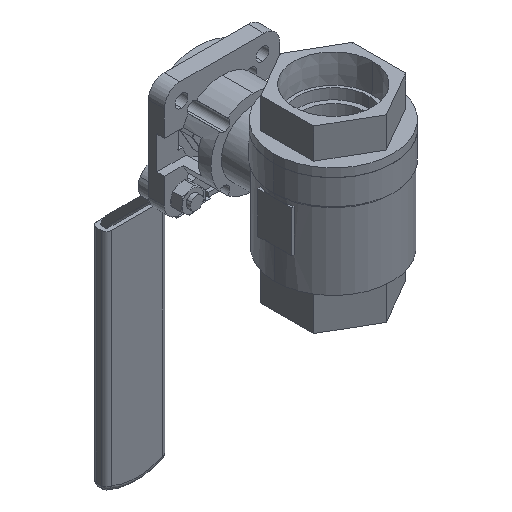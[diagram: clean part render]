
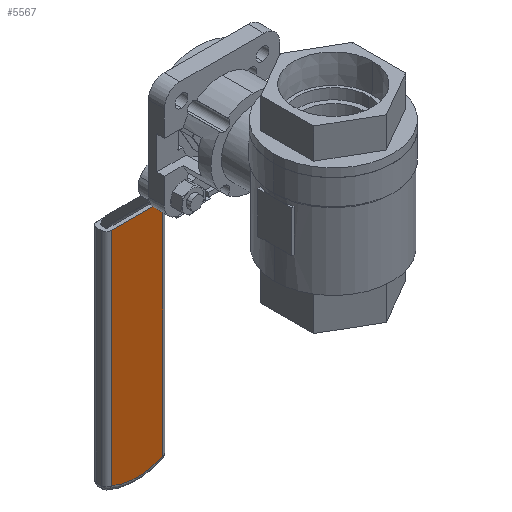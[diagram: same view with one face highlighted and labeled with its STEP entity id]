
A CAD part, isometric view. The second image highlights one B-rep face of the part: STEP entity #5567.
In plain terms, the highlighted planar face has unit normal (0, -1, 0).
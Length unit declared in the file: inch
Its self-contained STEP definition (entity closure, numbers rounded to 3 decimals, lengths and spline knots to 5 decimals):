
#515 = CARTESIAN_POINT ( 'NONE',  ( 0.04824, -0.0975, -0.615 ) ) ;
#697 = DIRECTION ( 'NONE',  ( 1., 0., 0. ) ) ;
#713 = LINE ( 'NONE', #8545, #6828 ) ;
#1019 = EDGE_CURVE ( 'NONE', #5408, #2181, #1669, .T. ) ;
#1351 = EDGE_LOOP ( 'NONE', ( #1407, #2017, #6163, #6017 ) ) ;
#1375 = CARTESIAN_POINT ( 'NONE',  ( 4.02683, -0.0975, 0. ) ) ;
#1407 = ORIENTED_EDGE ( 'NONE', *, *, #5155, .F. ) ;
#1427 = DIRECTION ( 'NONE',  ( 0., 0., 1. ) ) ;
#1669 = CIRCLE ( 'NONE', #3290, 1.4775 ) ;
#2017 = ORIENTED_EDGE ( 'NONE', *, *, #2059, .T. ) ;
#2059 = EDGE_CURVE ( 'NONE', #7087, #5408, #4154, .T. ) ;
#2181 = VERTEX_POINT ( 'NONE', #3164 ) ;
#2497 = CARTESIAN_POINT ( 'NONE',  ( 5.37025, -0.0975, -0.615 ) ) ;
#2813 = AXIS2_PLACEMENT_3D ( 'NONE', #5772, #2854, #5683 ) ;
#2840 = DIRECTION ( 'NONE',  ( 0., -1., 0. ) ) ;
#2854 = DIRECTION ( 'NONE',  ( 0., 1., 0. ) ) ;
#3164 = CARTESIAN_POINT ( 'NONE',  ( 5.37025, -0.0975, 0.615 ) ) ;
#3290 = AXIS2_PLACEMENT_3D ( 'NONE', #1375, #2840, #1427 ) ;
#3533 = VERTEX_POINT ( 'NONE', #6218 ) ;
#4154 = LINE ( 'NONE', #4295, #5908 ) ;
#4295 = CARTESIAN_POINT ( 'NONE',  ( 5.44824, -0.0975, -0.615 ) ) ;
#5155 = EDGE_CURVE ( 'NONE', #7087, #3533, #713, .T. ) ;
#5408 = VERTEX_POINT ( 'NONE', #2497 ) ;
#5567 = ADVANCED_FACE ( 'NONE', ( #8982 ), #7623, .F. ) ;
#5683 = DIRECTION ( 'NONE',  ( 0., 0., 1. ) ) ;
#5772 = CARTESIAN_POINT ( 'NONE',  ( 4.02683, -0.0975, 0. ) ) ;
#5908 = VECTOR ( 'NONE', #697, 39.37008 ) ;
#6017 = ORIENTED_EDGE ( 'NONE', *, *, #9026, .T. ) ;
#6163 = ORIENTED_EDGE ( 'NONE', *, *, #1019, .T. ) ;
#6218 = CARTESIAN_POINT ( 'NONE',  ( 0.04824, -0.0975, 0.615 ) ) ;
#6828 = VECTOR ( 'NONE', #7775, 39.37008 ) ;
#6931 = DIRECTION ( 'NONE',  ( -1., 0., 0. ) ) ;
#7087 = VERTEX_POINT ( 'NONE', #515 ) ;
#7623 = PLANE ( 'NONE',  #2813 ) ;
#7672 = CARTESIAN_POINT ( 'NONE',  ( 0.04824, -0.0975, 0.615 ) ) ;
#7775 = DIRECTION ( 'NONE',  ( 0., 0., 1. ) ) ;
#8501 = LINE ( 'NONE', #7672, #8583 ) ;
#8545 = CARTESIAN_POINT ( 'NONE',  ( 0.04824, -0.0975, 0.74 ) ) ;
#8583 = VECTOR ( 'NONE', #6931, 39.37008 ) ;
#8982 = FACE_OUTER_BOUND ( 'NONE', #1351, .T. ) ;
#9026 = EDGE_CURVE ( 'NONE', #2181, #3533, #8501, .T. ) ;
